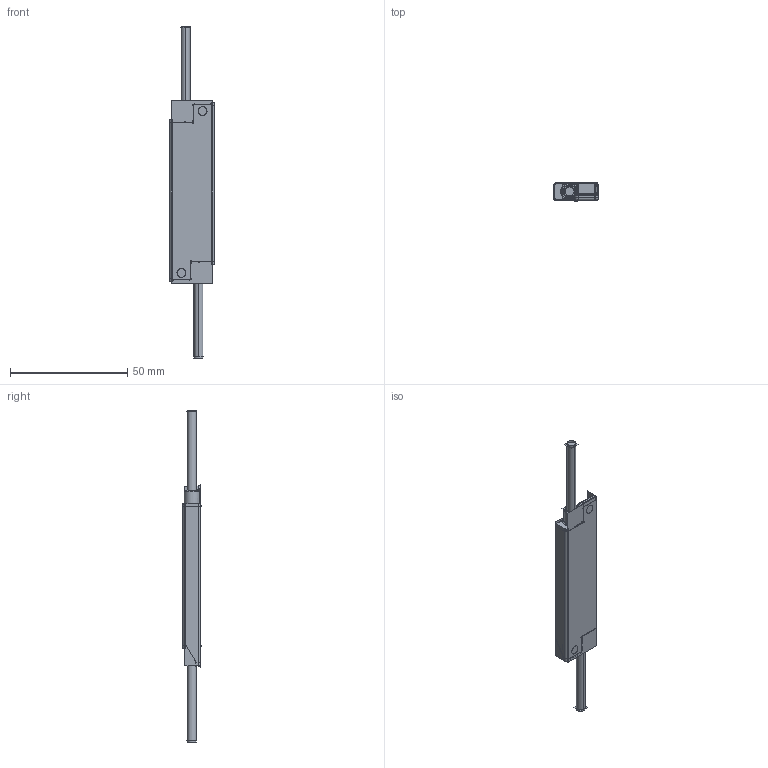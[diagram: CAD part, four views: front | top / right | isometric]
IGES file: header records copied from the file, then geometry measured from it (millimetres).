
Start section:  PTC IGES file: 150445_sw01_asm.igs
Global section: file name: 150445_sw01_asm.igs; native system: Creo Parametric by PTC Inc.; preprocessor: 2019292; author: jmoe; organization: Unknown; date: 20200821.150127; units: millimetre
Bounding box: 19 x 8.23 x 141.6 mm (x, y, z)
Volume: 10167 mm3; surface area: 22721.1 mm2
Topology: 3 solids, 3 shells, 434 faces, 2080 edges, 2630 vertices
Faces by surface type: revolution 272, bspline 162
